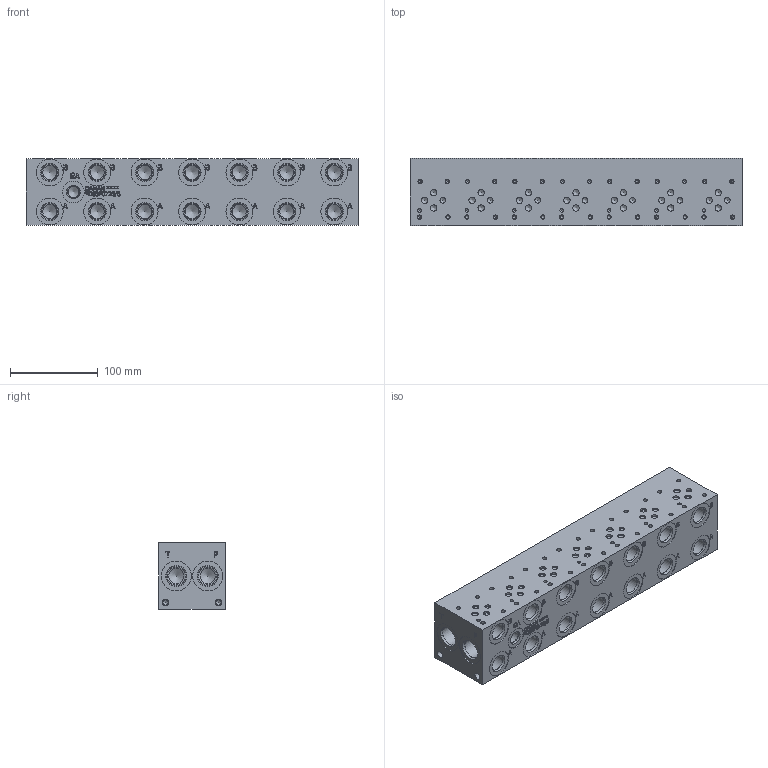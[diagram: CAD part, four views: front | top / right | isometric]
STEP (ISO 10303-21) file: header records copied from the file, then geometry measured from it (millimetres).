
FILE_DESCRIPTION(/* description */ (''),/* implementation_level */ '2;1');
FILE_NAME(/* name */ '_D03P072S_S.stp',/* time_stamp */ '2022-10-14T13:09:23-04:00',/* author */ ('mikeh'),/* organization */ (''),/* preprocessor_version */ 'ST-DEVELOPER v18',/* originating_system */ 'Autodesk Inventor 2020',/* authorisation */ '');
FILE_SCHEMA (('AUTOMOTIVE_DESIGN { 1 0 10303 214 3 1 1 }'));
Length unit declared in the file: millimetre
Products named in the file (1): Part_AD03P072S_S_3D
Bounding box: 377.82 x 76.2 x 76.2 mm (x, y, z)
Volume: 2026410.4 mm3; surface area: 167884.6 mm2
Topology: 1 solids, 1 shells, 1119 faces, 3067 edges, 2094 vertices
Faces by surface type: plane 535, bspline 238, cylinder 200, cone 146
Full cylindrical faces by diameter (mm): 3.785 x28, 3.962 x7, 4.826 x28, 6.35 x7, 6.528 x4, 7.137 x21, 7.925 x4, 12.294 x1, 12.9 x1, 13.487 x1, 14.275 x1, 14.529 x1, 15.875 x14, 17.45 x1, 17.475 x4, 17.501 x14, 18.542 x1, 19.05 x14, 19.253 x14, 19.99 x1, 20.447 x4, 20.625 x1, 21.819 x1, 22.23 x4, 22.555 x4, 25.019 x1, 30.632 x14, 34.138 x4
Entity records: 37358 total; most frequent: CARTESIAN_POINT 9288, ORIENTED_EDGE 5960, DIRECTION 5021, EDGE_CURVE 2980, VERTEX_POINT 2094, LINE 1751, VECTOR 1751, AXIS2_PLACEMENT_3D 1635
